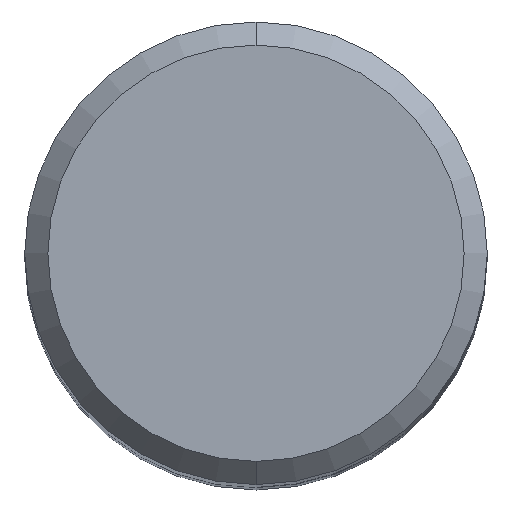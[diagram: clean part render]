
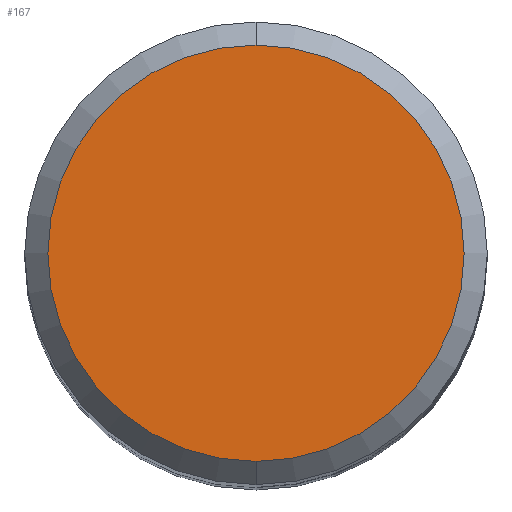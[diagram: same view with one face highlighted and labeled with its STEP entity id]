
A CAD part, top view. The second image highlights one B-rep face of the part: STEP entity #167.
In plain terms, the highlighted planar face has unit normal (0, 0, 1).
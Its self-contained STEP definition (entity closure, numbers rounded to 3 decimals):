
#167=ADVANCED_FACE('',(#379),#380,.T.);
#175=VERTEX_POINT('',#389);
#231=EDGE_CURVE('',#267,#175,#457,.T.);
#267=VERTEX_POINT('',#494);
#269=EDGE_CURVE('',#175,#267,#496,.T.);
#379=FACE_OUTER_BOUND('',#611,.T.);
#380=PLANE('',#612);
#389=CARTESIAN_POINT('',(0.0,7.2,0.0));
#457=CIRCLE('',#706,7.2);
#494=CARTESIAN_POINT('',(0.,-7.2,0.0));
#496=CIRCLE('',#757,7.2);
#611=EDGE_LOOP('',(#890,#891));
#612=AXIS2_PLACEMENT_3D('',#892,#893,#894);
#706=AXIS2_PLACEMENT_3D('',#997,#998,#999);
#757=AXIS2_PLACEMENT_3D('',#1031,#1032,#1033);
#890=ORIENTED_EDGE('',*,*,#269,.F.);
#891=ORIENTED_EDGE('',*,*,#231,.F.);
#892=CARTESIAN_POINT('',(0.0,3.6,0.0));
#893=DIRECTION('',(-0.0,0.0,1.0));
#894=DIRECTION('',(0.0,-1.0,0.0));
#997=CARTESIAN_POINT('',(0.0,0.0,0.0));
#998=DIRECTION('',(0.0,0.0,-1.0));
#999=DIRECTION('',(0.0,1.0,0.0));
#1031=CARTESIAN_POINT('',(0.0,0.0,0.0));
#1032=DIRECTION('',(0.0,0.0,-1.0));
#1033=DIRECTION('',(0.0,1.0,0.0));
